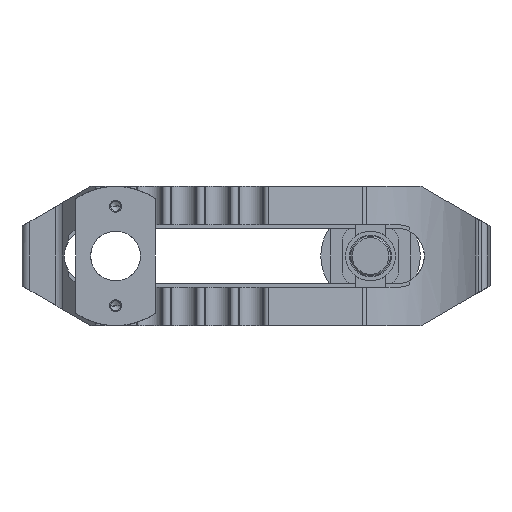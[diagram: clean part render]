
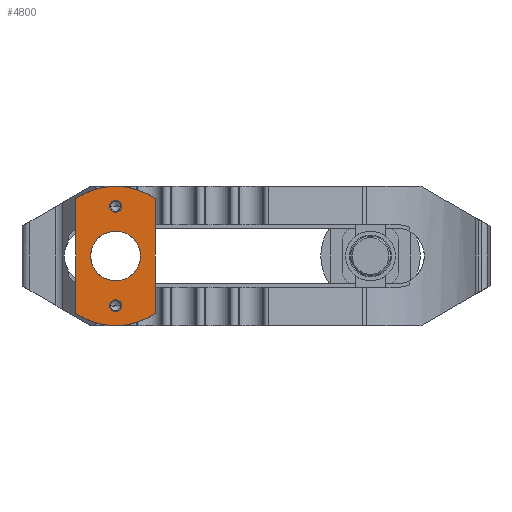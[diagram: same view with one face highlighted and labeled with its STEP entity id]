
A CAD part, front view. The second image highlights one B-rep face of the part: STEP entity #4800.
In plain terms, the highlighted planar face has unit normal (0, -1, 0).
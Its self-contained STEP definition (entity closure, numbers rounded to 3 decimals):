
#1832=EDGE_CURVE('',#2774,#2520,#5300,.T.);
#2424=EDGE_CURVE('',#4854,#4562,#5945,.T.);
#2468=EDGE_CURVE('',#3950,#3874,#5992,.T.);
#2520=VERTEX_POINT('',#6052);
#2622=EDGE_CURVE('',#2770,#4754,#6164,.T.);
#2706=EDGE_CURVE('',#4562,#4854,#6256,.T.);
#2770=VERTEX_POINT('',#6324);
#2774=VERTEX_POINT('',#6328);
#2806=VERTEX_POINT('',#6361);
#3154=EDGE_CURVE('',#2520,#4204,#6734,.T.);
#3308=EDGE_CURVE('',#4204,#2806,#6904,.T.);
#3874=VERTEX_POINT('',#7532);
#3950=VERTEX_POINT('',#7615);
#4204=VERTEX_POINT('',#7893);
#4312=EDGE_CURVE('',#4754,#2770,#8015,.T.);
#4542=EDGE_CURVE('',#3874,#3950,#8279,.T.);
#4562=VERTEX_POINT('',#8300);
#4734=EDGE_CURVE('',#2774,#2806,#8484,.T.);
#4754=VERTEX_POINT('',#8504);
#4800=ADVANCED_FACE('',(#8554,#8555,#8556,#8557),#8558,.T.);
#4854=VERTEX_POINT('',#8617);
#5300=CIRCLE('',#9121,35.0);
#5945=CIRCLE('',#10140,12.5);
#5992=CIRCLE('',#10209,3.0);
#6052=CARTESIAN_POINT('',(20.0,0.0,28.723));
#6164=CIRCLE('',#10492,3.0);
#6256=CIRCLE('',#10618,12.5);
#6324=CARTESIAN_POINT('',(-3.0,0.0,-25.0));
#6328=CARTESIAN_POINT('',(-20.0,0.0,28.723));
#6361=CARTESIAN_POINT('',(-20.0,0.0,-28.723));
#6734=LINE('',#11353,#11354);
#6904=CIRCLE('',#11622,35.0);
#7532=CARTESIAN_POINT('',(-3.0,0.,25.0));
#7615=CARTESIAN_POINT('',(3.0,0.0,25.0));
#7893=CARTESIAN_POINT('',(20.0,0.0,-28.723));
#8015=CIRCLE('',#13312,3.0);
#8279=CIRCLE('',#13661,3.0);
#8300=CARTESIAN_POINT('',(12.5,0.0,0.));
#8484=LINE('',#13992,#13993);
#8504=CARTESIAN_POINT('',(3.0,0.,-25.0));
#8554=FACE_BOUND('',#14088,.T.);
#8555=FACE_BOUND('',#14089,.T.);
#8556=FACE_BOUND('',#14090,.T.);
#8557=FACE_OUTER_BOUND('',#14091,.T.);
#8558=PLANE('',#14092);
#8617=CARTESIAN_POINT('',(-12.5,0.,0.));
#9121=AXIS2_PLACEMENT_3D('',#14900,#14901,#14902);
#10140=AXIS2_PLACEMENT_3D('',#15654,#15655,#15656);
#10209=AXIS2_PLACEMENT_3D('',#15720,#15721,#15722);
#10492=AXIS2_PLACEMENT_3D('',#15926,#15927,#15928);
#10618=AXIS2_PLACEMENT_3D('',#16026,#16027,#16028);
#11353=CARTESIAN_POINT('',(20.0,0.,36.0));
#11354=VECTOR('',#16475,1.0);
#11622=AXIS2_PLACEMENT_3D('',#16664,#16665,#16666);
#13312=AXIS2_PLACEMENT_3D('',#18022,#18023,#18024);
#13661=AXIS2_PLACEMENT_3D('',#18389,#18390,#18391);
#13992=CARTESIAN_POINT('',(-20.0,0.,36.0));
#13993=VECTOR('',#18613,1.0);
#14088=EDGE_LOOP('',(#18675,#18676));
#14089=EDGE_LOOP('',(#18677,#18678));
#14090=EDGE_LOOP('',(#18679,#18680));
#14091=EDGE_LOOP('',(#18681,#18682,#18683,#18684));
#14092=AXIS2_PLACEMENT_3D('',#18685,#18686,#18687);
#14900=CARTESIAN_POINT('',(0.0,0.0,0.0));
#14901=DIRECTION('',(0.,1.0,0.));
#14902=DIRECTION('',(-1.0,0.,0.));
#15654=CARTESIAN_POINT('',(0.0,0.0,0.0));
#15655=DIRECTION('',(0.,1.0,0.));
#15656=DIRECTION('',(-1.0,0.,0.));
#15720=CARTESIAN_POINT('',(0.0,0.0,25.0));
#15721=DIRECTION('',(0.,1.0,0.));
#15722=DIRECTION('',(1.0,0.,0.));
#15926=CARTESIAN_POINT('',(0.0,0.0,-25.0));
#15927=DIRECTION('',(0.,1.0,0.));
#15928=DIRECTION('',(-1.0,0.,0.));
#16026=CARTESIAN_POINT('',(0.0,0.0,0.0));
#16027=DIRECTION('',(0.,1.0,0.));
#16028=DIRECTION('',(-1.0,0.,0.));
#16475=DIRECTION('',(0.0,0.,-1.0));
#16664=CARTESIAN_POINT('',(0.0,0.0,0.0));
#16665=DIRECTION('',(0.,1.0,0.));
#16666=DIRECTION('',(-1.0,0.,0.));
#18022=CARTESIAN_POINT('',(0.0,0.0,-25.0));
#18023=DIRECTION('',(0.,1.0,0.));
#18024=DIRECTION('',(-1.0,0.,0.));
#18389=CARTESIAN_POINT('',(0.0,0.0,25.0));
#18390=DIRECTION('',(0.,1.0,0.));
#18391=DIRECTION('',(1.0,0.,0.));
#18613=DIRECTION('',(0.0,0.,-1.0));
#18675=ORIENTED_EDGE('',*,*,#2622,.T.);
#18676=ORIENTED_EDGE('',*,*,#4312,.T.);
#18677=ORIENTED_EDGE('',*,*,#2468,.T.);
#18678=ORIENTED_EDGE('',*,*,#4542,.T.);
#18679=ORIENTED_EDGE('',*,*,#2706,.T.);
#18680=ORIENTED_EDGE('',*,*,#2424,.T.);
#18681=ORIENTED_EDGE('',*,*,#1832,.F.);
#18682=ORIENTED_EDGE('',*,*,#4734,.T.);
#18683=ORIENTED_EDGE('',*,*,#3308,.F.);
#18684=ORIENTED_EDGE('',*,*,#3154,.F.);
#18685=CARTESIAN_POINT('',(-20.0,0.,36.0));
#18686=DIRECTION('',(0.,-1.0,0.));
#18687=DIRECTION('',(-1.0,0.,0.));
